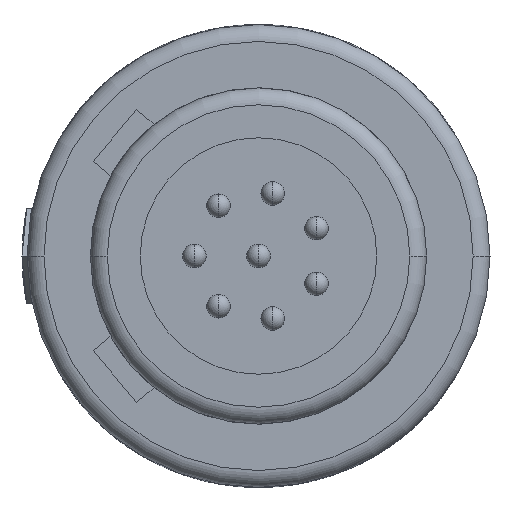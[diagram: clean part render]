
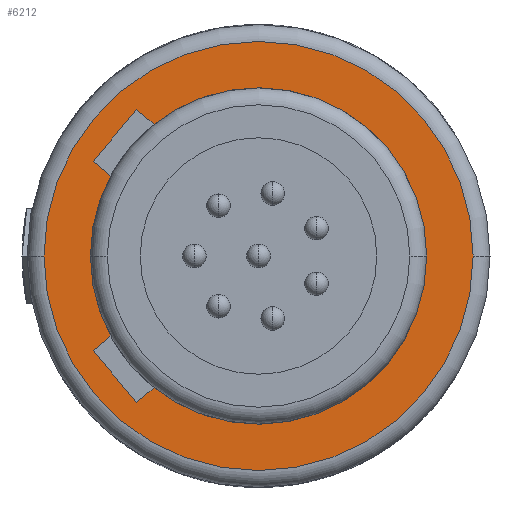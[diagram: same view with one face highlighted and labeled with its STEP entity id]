
A CAD part, left-side view. The second image highlights one B-rep face of the part: STEP entity #6212.
In plain terms, the highlighted planar face has unit normal (-1, 0, 0).
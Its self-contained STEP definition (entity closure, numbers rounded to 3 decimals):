
#1804=CARTESIAN_POINT('',(-6.7,0.,0.));
#1805=DIRECTION('',(-1.,0.,0.));
#1806=DIRECTION('',(0.,-1.,0.));
#1807=AXIS2_PLACEMENT_3D('',#1804,#1805,#1806);
#1809=CARTESIAN_POINT('',(-6.7,0.,0.));
#1810=DIRECTION('',(-1.,0.,0.));
#1811=DIRECTION('',(0.,1.,0.));
#1812=AXIS2_PLACEMENT_3D('',#1809,#1810,#1811);
#1814=DIRECTION('',(0.,0.766,-0.643));
#1815=VECTOR('',#1814,0.677);
#1816=CARTESIAN_POINT('',(-6.7,3.091,-3.899));
#1817=LINE('',#1816,#1815);
#1818=DIRECTION('',(0.,0.766,0.643));
#1819=VECTOR('',#1818,0.677);
#1820=CARTESIAN_POINT('',(-6.7,3.091,3.899));
#1821=LINE('',#1820,#1819);
#1822=DIRECTION('',(0.,-0.643,0.766));
#1823=VECTOR('',#1822,2.);
#1824=CARTESIAN_POINT('',(-6.7,4.894,2.801));
#1825=LINE('',#1824,#1823);
#1826=DIRECTION('',(0.,0.766,0.643));
#1827=VECTOR('',#1826,0.677);
#1828=CARTESIAN_POINT('',(-6.7,4.376,2.367));
#1829=LINE('',#1828,#1827);
#1830=DIRECTION('',(0.,0.766,-0.643));
#1831=VECTOR('',#1830,0.677);
#1832=CARTESIAN_POINT('',(-6.7,4.376,-2.367));
#1833=LINE('',#1832,#1831);
#1834=DIRECTION('',(0.,0.643,0.766));
#1835=VECTOR('',#1834,2.);
#1836=CARTESIAN_POINT('',(-6.7,3.609,-4.334));
#1837=LINE('',#1836,#1835);
#1872=CARTESIAN_POINT('',(-6.7,0.,0.));
#1873=DIRECTION('',(-1.,0.,0.));
#1874=DIRECTION('',(0.,1.,0.));
#1875=AXIS2_PLACEMENT_3D('',#1872,#1873,#1874);
#1890=CARTESIAN_POINT('',(-6.7,0.,0.));
#1891=DIRECTION('',(-1.,0.,0.));
#1892=DIRECTION('',(0.,0.621,-0.784));
#1893=AXIS2_PLACEMENT_3D('',#1890,#1891,#1892);
#1903=CARTESIAN_POINT('',(-6.7,0.,0.));
#1904=DIRECTION('',(1.,0.,0.));
#1905=DIRECTION('',(0.,0.621,0.784));
#1906=AXIS2_PLACEMENT_3D('',#1903,#1904,#1905);
#1913=CARTESIAN_POINT('',(-6.7,0.,0.));
#1914=DIRECTION('',(1.,0.,0.));
#1915=DIRECTION('',(0.,1.,0.));
#1916=AXIS2_PLACEMENT_3D('',#1913,#1914,#1915);
#3313=CARTESIAN_POINT('',(-6.7,-6.35,0.));
#3314=CARTESIAN_POINT('',(-6.7,6.35,0.));
#3315=VERTEX_POINT('',#3313);
#3316=VERTEX_POINT('',#3314);
#3329=CARTESIAN_POINT('',(-6.7,4.975,0.));
#3330=VERTEX_POINT('',#3329);
#3331=CARTESIAN_POINT('',(-6.7,-4.975,0.));
#3332=VERTEX_POINT('',#3331);
#3831=CARTESIAN_POINT('',(-6.7,3.609,4.334));
#3832=VERTEX_POINT('',#3831);
#3835=CARTESIAN_POINT('',(-6.7,4.894,2.801));
#3836=VERTEX_POINT('',#3835);
#3843=CARTESIAN_POINT('',(-6.7,3.609,-4.334));
#3844=VERTEX_POINT('',#3843);
#3847=CARTESIAN_POINT('',(-6.7,4.894,-2.801));
#3848=VERTEX_POINT('',#3847);
#3851=CARTESIAN_POINT('',(-6.7,4.376,2.367));
#3852=VERTEX_POINT('',#3851);
#3853=CARTESIAN_POINT('',(-6.7,3.091,3.899));
#3854=VERTEX_POINT('',#3853);
#3855=CARTESIAN_POINT('',(-6.7,3.091,-3.899));
#3856=VERTEX_POINT('',#3855);
#3857=CARTESIAN_POINT('',(-6.7,4.376,-2.367));
#3858=VERTEX_POINT('',#3857);
#6180=CARTESIAN_POINT('',(-6.7,0.,0.));
#6181=DIRECTION('',(1.,0.,0.));
#6182=DIRECTION('',(0.,-1.,0.));
#6183=AXIS2_PLACEMENT_3D('',#6180,#6181,#6182);
#6184=PLANE('',#6183);
#6186=ORIENTED_EDGE('',*,*,#6185,.F.);
#6187=ORIENTED_EDGE('',*,*,#6163,.F.);
#6188=EDGE_LOOP('',(#6186,#6187));
#6189=FACE_OUTER_BOUND('',#6188,.F.);
#6191=ORIENTED_EDGE('',*,*,#6190,.F.);
#6193=ORIENTED_EDGE('',*,*,#6192,.T.);
#6195=ORIENTED_EDGE('',*,*,#6194,.F.);
#6197=ORIENTED_EDGE('',*,*,#6196,.T.);
#6199=ORIENTED_EDGE('',*,*,#6198,.F.);
#6201=ORIENTED_EDGE('',*,*,#6200,.F.);
#6203=ORIENTED_EDGE('',*,*,#6202,.F.);
#6205=ORIENTED_EDGE('',*,*,#6204,.T.);
#6207=ORIENTED_EDGE('',*,*,#6206,.T.);
#6209=ORIENTED_EDGE('',*,*,#6208,.F.);
#6210=EDGE_LOOP('',(#6191,#6193,#6195,#6197,#6199,#6201,#6203,#6205,#6207,
#6209));
#6211=FACE_BOUND('',#6210,.F.);
#1808=CIRCLE('',#1807,6.35);
#1813=CIRCLE('',#1812,6.35);
#1876=CIRCLE('',#1875,4.975);
#1894=CIRCLE('',#1893,4.975);
#1907=CIRCLE('',#1906,4.975);
#1917=CIRCLE('',#1916,4.975);
#6163=EDGE_CURVE('',#3316,#3315,#1813,.T.);
#6185=EDGE_CURVE('',#3315,#3316,#1808,.T.);
#6190=EDGE_CURVE('',#3856,#3844,#1817,.T.);
#6192=EDGE_CURVE('',#3856,#3332,#1894,.T.);
#6194=EDGE_CURVE('',#3854,#3332,#1907,.T.);
#6196=EDGE_CURVE('',#3854,#3832,#1821,.T.);
#6198=EDGE_CURVE('',#3836,#3832,#1825,.T.);
#6200=EDGE_CURVE('',#3852,#3836,#1829,.T.);
#6202=EDGE_CURVE('',#3330,#3852,#1917,.T.);
#6204=EDGE_CURVE('',#3330,#3858,#1876,.T.);
#6206=EDGE_CURVE('',#3858,#3848,#1833,.T.);
#6208=EDGE_CURVE('',#3844,#3848,#1837,.T.);
#6212=ADVANCED_FACE('',(#6189,#6211),#6184,.F.);
